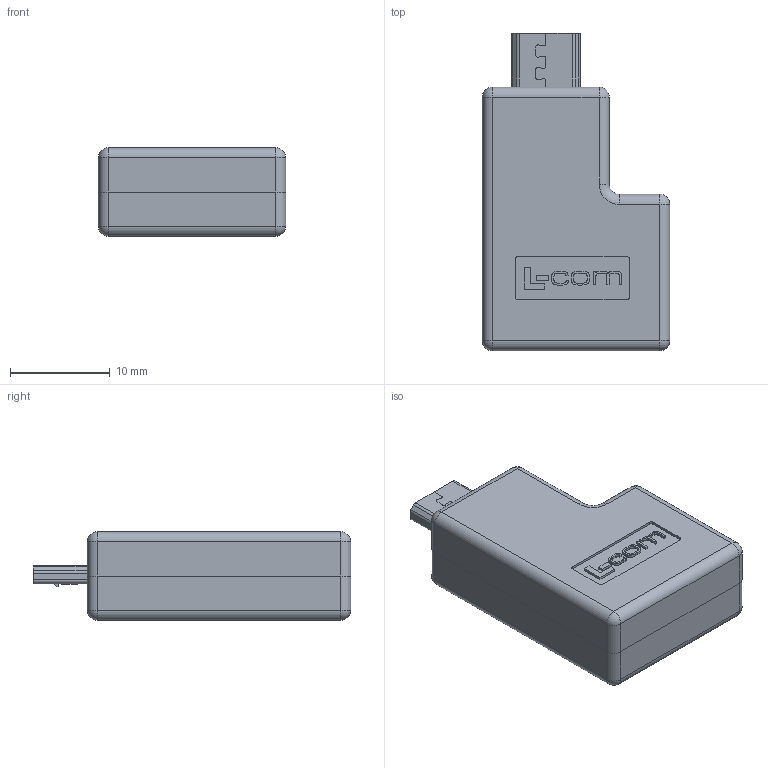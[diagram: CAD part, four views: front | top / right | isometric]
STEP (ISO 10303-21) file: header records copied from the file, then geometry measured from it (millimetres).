
FILE_DESCRIPTION (( 'STEP AP214' ), '1' );
FILE_NAME ('UAD2.0MICB-1.STEP', '2014-10-21T13:21:56', ( 'L-Com' ), ( 'L-Com Global Connectivity' ), 'SwSTEP 2.0', 'SolidWorks 2014', '' );
FILE_SCHEMA (( 'AUTOMOTIVE_DESIGN' ));
Length unit declared in the file: inch
Products named in the file (9): UAD2.0MICB-1; 1AG01-059; 1AG01-060; 1BC01-039; 1AA05-052_WITH NUMBERS; 1AA05-052-MA3___; 1AA05-052-MA2___; 1AA05-052-MA1_WITH NUMBERS; 1AA05-051
Assembly tree (8 placements, depth 3):
  UAD2.0MICB-1
    1AA05-051
    1AA05-052_WITH NUMBERS
      1AA05-052-MA1_WITH NUMBERS
      1AA05-052-MA2___
      1AA05-052-MA3___
    1BC01-039
    1AG01-060
    1AG01-059
Bounding box: 18.75 x 31.76 x 8.84 mm (x, y, z)
Volume: 2024.7 mm3; surface area: 4989.5 mm2
Topology: 7 solids, 7 shells, 2516 faces, 6707 edges, 4250 vertices
Faces by surface type: plane 1350, cylinder 575, bspline 350, torus 103, sphere 102, cone 36
Entity records: 97583 total; most frequent: CARTESIAN_POINT 32331, ORIENTED_EDGE 13348, DIRECTION 10773, EDGE_CURVE 6674, VERTEX_POINT 4245, LINE 4157, VECTOR 4157, AXIS2_PLACEMENT_3D 3308
